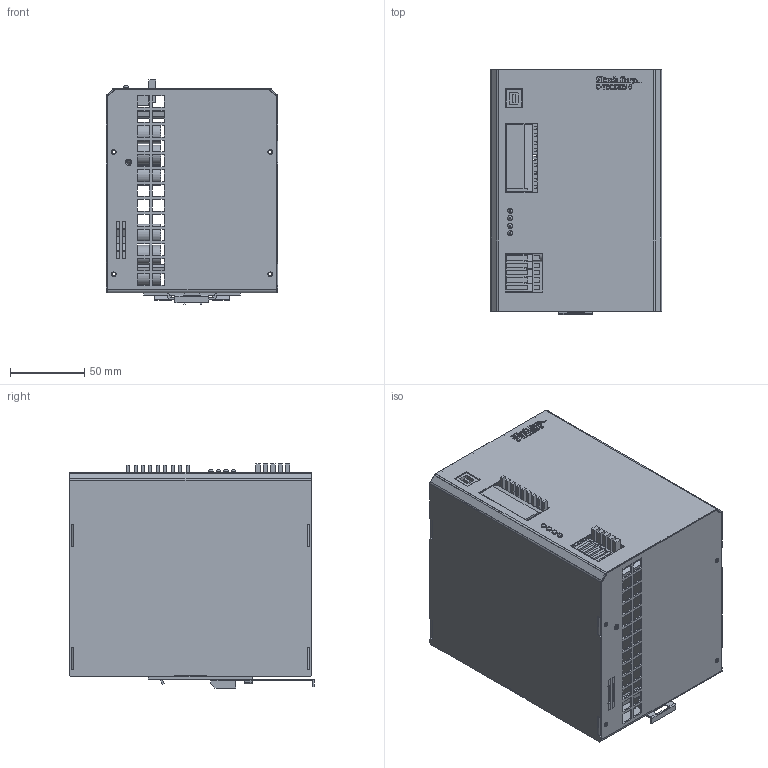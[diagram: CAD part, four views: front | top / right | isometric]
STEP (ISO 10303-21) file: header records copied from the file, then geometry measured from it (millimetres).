
FILE_DESCRIPTION(/* description */ (''),/* implementation_level */ '2;1');
FILE_NAME(/* name */ 'C-TEC1205-5.stp',/* time_stamp */ '2023-06-12T12:44:35-04:00',/* author */ ('altec'),/* organization */ (''),/* preprocessor_version */ 'ST-DEVELOPER v19.2',/* originating_system */ 'Autodesk Inventor 2024',/* authorisation */ '');
FILE_SCHEMA (('AUTOMOTIVE_DESIGN { 1 0 10303 214 3 1 1 }'));
Length unit declared in the file: millimetre
Products named in the file (79): C-TEC1205-5; 1; 2; 3; 4; 5; 6; 7; 8; 9; 10; 11; 12; 13; 14; 15; 16; 17; 18; 19; 20; 21; 22; 23; 24; 25; 26; 27; 28; 29; 30; 31; 32; 33; 34; 35; 36; 37; 38; 39 ...
Assembly tree (78 placements, depth 2):
  C-TEC1205-5
    1
    2
    3
    4
    5
    6
    7
    8
    9
    10
    11
    12
    13
    14
    15
    16
    17
    18
    19
    20
    21
    22
    23
    24
    25
    26
    27
    28
    29
    30
    31
    32
    33
    34
    35
    36
    37
    38
    39
    40
    41
    42
    43
    44
    45
    46
    47
    48
    49
    50
    51
    52
    53
    54
    55
    56
    57
    58
    59
Bounding box: 115.59 x 165 x 151 mm (x, y, z)
Volume: 525527.4 mm3; surface area: 401209.6 mm2
Topology: 90 solids, 98 shells, 1645 faces, 4267 edges, 2834 vertices
Faces by surface type: plane 1201, cylinder 358, bspline 86
Full cylindrical faces by diameter (mm): 2.3 x4, 2.46 x18, 2.5 x8, 3 x12, 3.2 x25, 3.5 x4, 4 x6, 4.1 x4, 4.2 x2, 13 x6, 33 x6
Entity records: 55231 total; most frequent: CARTESIAN_POINT 10073, ORIENTED_EDGE 8526, DIRECTION 8281, EDGE_CURVE 4267, LINE 3357, VECTOR 3357, VERTEX_POINT 2834, AXIS2_PLACEMENT_3D 2462
